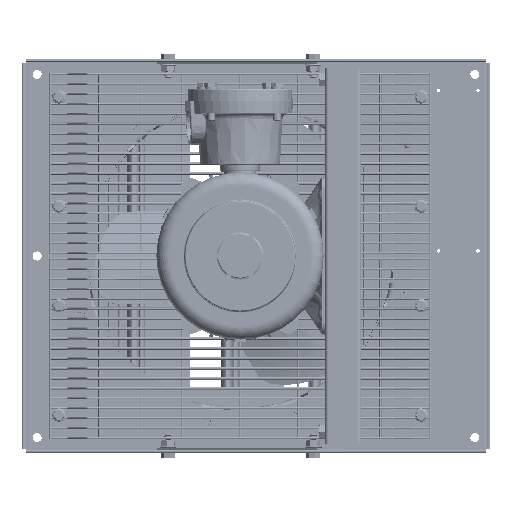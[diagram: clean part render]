
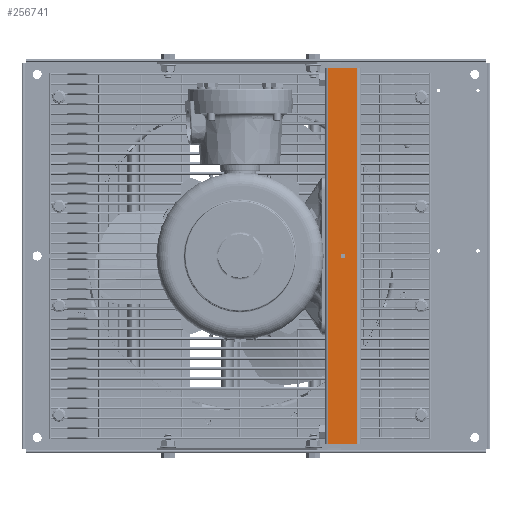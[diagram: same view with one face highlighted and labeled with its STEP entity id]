
A CAD part, left-side view. The second image highlights one B-rep face of the part: STEP entity #256741.
In plain terms, the highlighted planar face has unit normal (-1, 0, 0).
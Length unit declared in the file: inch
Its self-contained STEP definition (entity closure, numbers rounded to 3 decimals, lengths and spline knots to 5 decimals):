
#2522 = DIRECTION ( 'NONE',  ( 0., 0., -1. ) ) ;
#9236 = CARTESIAN_POINT ( 'NONE',  ( -3.98656, 4.94177, -7.75006 ) ) ;
#9729 = CARTESIAN_POINT ( 'NONE',  ( -3.98656, 4.34177, 0.09369 ) ) ;
#11449 = ORIENTED_EDGE ( 'NONE', *, *, #256646, .F. ) ;
#17190 = DIRECTION ( 'NONE',  ( 0., -1., 0. ) ) ;
#26836 = VERTEX_POINT ( 'NONE', #106160 ) ;
#38747 = VECTOR ( 'NONE', #83626, 39.37008 ) ;
#46211 = CARTESIAN_POINT ( 'NONE',  ( -3.98656, 5.09177, 7.74994 ) ) ;
#57609 = ORIENTED_EDGE ( 'NONE', *, *, #246408, .F. ) ;
#57803 = VERTEX_POINT ( 'NONE', #60257 ) ;
#60257 = CARTESIAN_POINT ( 'NONE',  ( -3.98656, 3.74177, 7.74994 ) ) ;
#71201 = EDGE_CURVE ( 'NONE', #57803, #26836, #198746, .T. ) ;
#71496 = DIRECTION ( 'NONE',  ( -1., 0., 0. ) ) ;
#72664 = CARTESIAN_POINT ( 'NONE',  ( -3.98656, 5.09177, -7.75006 ) ) ;
#82769 = ORIENTED_EDGE ( 'NONE', *, *, #71201, .F. ) ;
#83626 = DIRECTION ( 'NONE',  ( 0., 0., -1. ) ) ;
#88560 = PLANE ( 'NONE',  #165133 ) ;
#90178 = ORIENTED_EDGE ( 'NONE', *, *, #367348, .T. ) ;
#93603 = CIRCLE ( 'NONE', #308096, 0.09375 ) ;
#97126 = CARTESIAN_POINT ( 'NONE',  ( -3.98656, 4.94177, 7.74994 ) ) ;
#102287 = CIRCLE ( 'NONE', #316779, 0.09375 ) ;
#106160 = CARTESIAN_POINT ( 'NONE',  ( -3.98656, 3.74177, -7.75006 ) ) ;
#108049 = ORIENTED_EDGE ( 'NONE', *, *, #360966, .F. ) ;
#109382 = VERTEX_POINT ( 'NONE', #97126 ) ;
#115485 = DIRECTION ( 'NONE',  ( -1., 0., 0. ) ) ;
#137382 = CARTESIAN_POINT ( 'NONE',  ( -3.98656, 3.74177, 7.74994 ) ) ;
#146303 = VECTOR ( 'NONE', #350471, 39.37008 ) ;
#160924 = LINE ( 'NONE', #72664, #259697 ) ;
#165133 = AXIS2_PLACEMENT_3D ( 'NONE', #205658, #176883, #2522 ) ;
#176883 = DIRECTION ( 'NONE',  ( 1., 0., 0. ) ) ;
#177758 = CARTESIAN_POINT ( 'NONE',  ( -3.98656, 4.94177, 7.74994 ) ) ;
#186916 = CARTESIAN_POINT ( 'NONE',  ( -3.98656, 4.34177, -0.09381 ) ) ;
#188520 = DIRECTION ( 'NONE',  ( 0., 0., 1. ) ) ;
#190001 = DIRECTION ( 'NONE',  ( 0., -1., 0. ) ) ;
#196143 = DIRECTION ( 'NONE',  ( 0., 0., 1. ) ) ;
#198043 = EDGE_LOOP ( 'NONE', ( #90178, #82769, #57609, #216077 ) ) ;
#198746 = LINE ( 'NONE', #137382, #38747 ) ;
#205658 = CARTESIAN_POINT ( 'NONE',  ( -3.98656, 5.09177, 7.74994 ) ) ;
#208309 = EDGE_LOOP ( 'NONE', ( #108049, #11449 ) ) ;
#216077 = ORIENTED_EDGE ( 'NONE', *, *, #310059, .T. ) ;
#220342 = VERTEX_POINT ( 'NONE', #9236 ) ;
#235440 = LINE ( 'NONE', #177758, #146303 ) ;
#242019 = FACE_OUTER_BOUND ( 'NONE', #198043, .T. ) ;
#246408 = EDGE_CURVE ( 'NONE', #109382, #57803, #332092, .T. ) ;
#256646 = EDGE_CURVE ( 'NONE', #335608, #323495, #93603, .T. ) ;
#256741 = ADVANCED_FACE ( 'NONE', ( #267037, #242019 ), #88560, .F. ) ;
#259697 = VECTOR ( 'NONE', #17190, 39.37008 ) ;
#267037 = FACE_BOUND ( 'NONE', #208309, .T. ) ;
#308096 = AXIS2_PLACEMENT_3D ( 'NONE', #378366, #115485, #196143 ) ;
#310059 = EDGE_CURVE ( 'NONE', #109382, #220342, #235440, .T. ) ;
#316779 = AXIS2_PLACEMENT_3D ( 'NONE', #334385, #71496, #188520 ) ;
#323495 = VERTEX_POINT ( 'NONE', #9729 ) ;
#332092 = LINE ( 'NONE', #46211, #364322 ) ;
#334385 = CARTESIAN_POINT ( 'NONE',  ( -3.98656, 4.34177, -0.00006 ) ) ;
#335608 = VERTEX_POINT ( 'NONE', #186916 ) ;
#350471 = DIRECTION ( 'NONE',  ( 0., 0., -1. ) ) ;
#360966 = EDGE_CURVE ( 'NONE', #323495, #335608, #102287, .T. ) ;
#364322 = VECTOR ( 'NONE', #190001, 39.37008 ) ;
#367348 = EDGE_CURVE ( 'NONE', #220342, #26836, #160924, .T. ) ;
#378366 = CARTESIAN_POINT ( 'NONE',  ( -3.98656, 4.34177, -0.00006 ) ) ;
